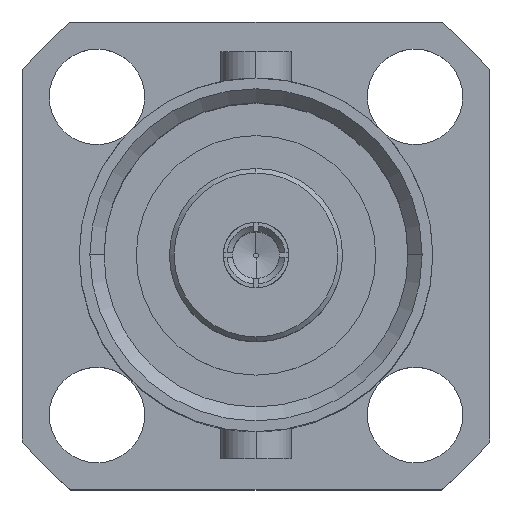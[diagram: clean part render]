
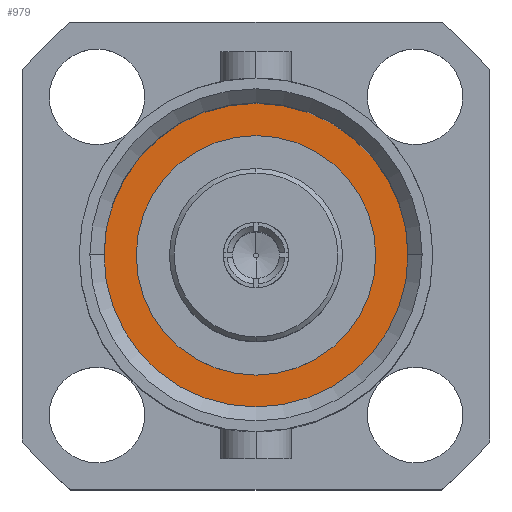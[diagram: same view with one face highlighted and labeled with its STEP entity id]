
A CAD part, top view. The second image highlights one B-rep face of the part: STEP entity #979.
In plain terms, the highlighted planar face has unit normal (0, 0, 1).
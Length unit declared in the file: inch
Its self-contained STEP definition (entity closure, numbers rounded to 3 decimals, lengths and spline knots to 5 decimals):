
#9 = DIRECTION ( 'NONE',  ( 0., 1., 0. ) ) ;
#31 = ORIENTED_EDGE ( 'NONE', *, *, #1602, .F. ) ;
#36 = EDGE_CURVE ( 'NONE', #2033, #2445, #1726, .T. ) ;
#122 = VERTEX_POINT ( 'NONE', #2619 ) ;
#190 = FACE_OUTER_BOUND ( 'NONE', #2028, .T. ) ;
#223 = CARTESIAN_POINT ( 'NONE',  ( 0., 0., 0.34014 ) ) ;
#268 = CARTESIAN_POINT ( 'NONE',  ( 0., 0., 0.34014 ) ) ;
#421 = FACE_BOUND ( 'NONE', #1340, .T. ) ;
#423 = EDGE_CURVE ( 'NONE', #1639, #122, #1973, .T. ) ;
#509 = DIRECTION ( 'NONE',  ( 0., 0., 1. ) ) ;
#535 = AXIS2_PLACEMENT_3D ( 'NONE', #268, #2100, #2784 ) ;
#775 = DIRECTION ( 'NONE',  ( 1., 0., 0. ) ) ;
#776 = DIRECTION ( 'NONE',  ( 1., 0., 0. ) ) ;
#780 = CIRCLE ( 'NONE', #880, 0.1625 ) ;
#880 = AXIS2_PLACEMENT_3D ( 'NONE', #2805, #509, #776 ) ;
#906 = CARTESIAN_POINT ( 'NONE',  ( 0., 0., 0.34014 ) ) ;
#979 = ADVANCED_FACE ( 'NONE', ( #421, #190 ), #2948, .T. ) ;
#1112 = ORIENTED_EDGE ( 'NONE', *, *, #423, .T. ) ;
#1121 = DIRECTION ( 'NONE',  ( 0., 0., 1. ) ) ;
#1136 = DIRECTION ( 'NONE',  ( 1., 0., 0. ) ) ;
#1205 = AXIS2_PLACEMENT_3D ( 'NONE', #223, #1121, #1136 ) ;
#1340 = EDGE_LOOP ( 'NONE', ( #31, #1920 ) ) ;
#1438 = CIRCLE ( 'NONE', #535, 0.128 ) ;
#1602 = EDGE_CURVE ( 'NONE', #2445, #2033, #1438, .T. ) ;
#1639 = VERTEX_POINT ( 'NONE', #1882 ) ;
#1684 = CARTESIAN_POINT ( 'NONE',  ( 0., 0., 0.34014 ) ) ;
#1726 = CIRCLE ( 'NONE', #2343, 0.128 ) ;
#1731 = CARTESIAN_POINT ( 'NONE',  ( 0., 0.128, 0.34014 ) ) ;
#1810 = DIRECTION ( 'NONE',  ( 0., 0., 1. ) ) ;
#1882 = CARTESIAN_POINT ( 'NONE',  ( 0., 0.1625, 0.34014 ) ) ;
#1920 = ORIENTED_EDGE ( 'NONE', *, *, #36, .F. ) ;
#1973 = CIRCLE ( 'NONE', #2880, 0.1625 ) ;
#2028 = EDGE_LOOP ( 'NONE', ( #1112, #2259 ) ) ;
#2033 = VERTEX_POINT ( 'NONE', #1731 ) ;
#2100 = DIRECTION ( 'NONE',  ( 0., 0., 1. ) ) ;
#2259 = ORIENTED_EDGE ( 'NONE', *, *, #2275, .T. ) ;
#2275 = EDGE_CURVE ( 'NONE', #122, #1639, #780, .T. ) ;
#2343 = AXIS2_PLACEMENT_3D ( 'NONE', #1684, #2594, #9 ) ;
#2398 = CARTESIAN_POINT ( 'NONE',  ( 0., -0.128, 0.34014 ) ) ;
#2445 = VERTEX_POINT ( 'NONE', #2398 ) ;
#2594 = DIRECTION ( 'NONE',  ( 0., 0., 1. ) ) ;
#2619 = CARTESIAN_POINT ( 'NONE',  ( 0., -0.1625, 0.34014 ) ) ;
#2784 = DIRECTION ( 'NONE',  ( 0., 1., 0. ) ) ;
#2805 = CARTESIAN_POINT ( 'NONE',  ( 0., 0., 0.34014 ) ) ;
#2880 = AXIS2_PLACEMENT_3D ( 'NONE', #906, #1810, #775 ) ;
#2948 = PLANE ( 'NONE',  #1205 ) ;
